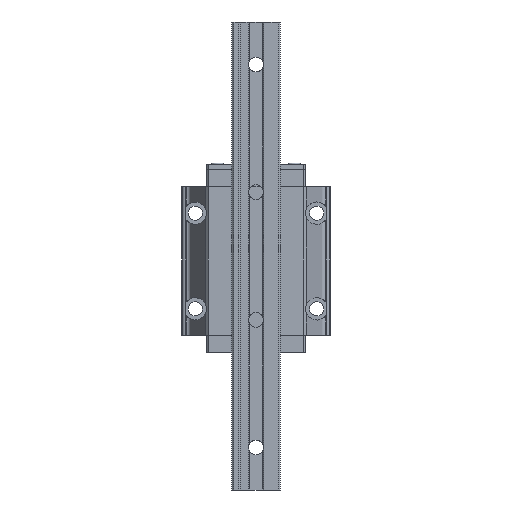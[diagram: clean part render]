
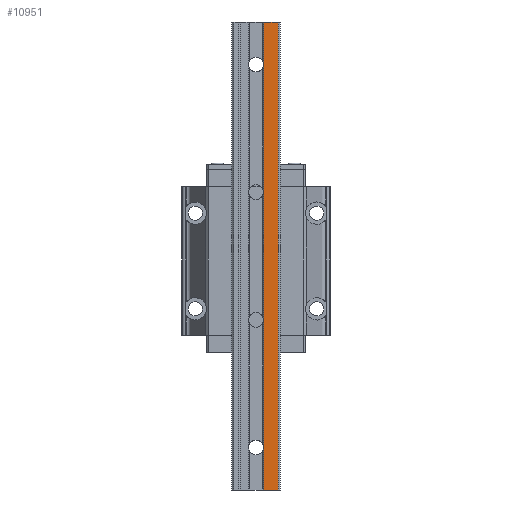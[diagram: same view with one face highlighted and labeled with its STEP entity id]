
A CAD part, front view. The second image highlights one B-rep face of the part: STEP entity #10951.
In plain terms, the highlighted planar face has unit normal (0, -1, 0).
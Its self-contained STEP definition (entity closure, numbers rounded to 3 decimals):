
#223 = ORIENTED_EDGE ( 'NONE', *, *, #7152, .F. ) ;
#719 = VERTEX_POINT ( 'NONE', #8765 ) ;
#840 = ORIENTED_EDGE ( 'NONE', *, *, #8166, .T. ) ;
#992 = CARTESIAN_POINT ( 'NONE',  ( 10.4, -20., -220. ) ) ;
#1723 = VECTOR ( 'NONE', #5291, 1000. ) ;
#1952 = DIRECTION ( 'NONE',  ( 0., 0., -1. ) ) ;
#2448 = AXIS2_PLACEMENT_3D ( 'NONE', #4404, #3172, #1952 ) ;
#2941 = LINE ( 'NONE', #11295, #4250 ) ;
#3172 = DIRECTION ( 'NONE',  ( 0., -1., 0. ) ) ;
#3197 = VECTOR ( 'NONE', #5567, 1000. ) ;
#4002 = FACE_OUTER_BOUND ( 'NONE', #10677, .T. ) ;
#4250 = VECTOR ( 'NONE', #10036, 1000. ) ;
#4404 = CARTESIAN_POINT ( 'NONE',  ( 3.7, -20., -220. ) ) ;
#4975 = DIRECTION ( 'NONE',  ( 1., 0., 0. ) ) ;
#5291 = DIRECTION ( 'NONE',  ( 0., 0., 1. ) ) ;
#5567 = DIRECTION ( 'NONE',  ( 1., 0., 0. ) ) ;
#5639 = PLANE ( 'NONE',  #2448 ) ;
#5930 = VERTEX_POINT ( 'NONE', #992 ) ;
#6195 = CARTESIAN_POINT ( 'NONE',  ( 3.7, -20., 0. ) ) ;
#6415 = CARTESIAN_POINT ( 'NONE',  ( 3.7, -20., 0. ) ) ;
#6518 = CARTESIAN_POINT ( 'NONE',  ( 10.4, -20., -220. ) ) ;
#6795 = CARTESIAN_POINT ( 'NONE',  ( 3.7, -20., -220. ) ) ;
#7152 = EDGE_CURVE ( 'NONE', #719, #9143, #2941, .T. ) ;
#7442 = LINE ( 'NONE', #6195, #10914 ) ;
#7759 = LINE ( 'NONE', #6518, #1723 ) ;
#8030 = LINE ( 'NONE', #6795, #3197 ) ;
#8166 = EDGE_CURVE ( 'NONE', #5930, #8215, #7759, .T. ) ;
#8215 = VERTEX_POINT ( 'NONE', #9353 ) ;
#8765 = CARTESIAN_POINT ( 'NONE',  ( 3.7, -20., -220. ) ) ;
#8807 = EDGE_CURVE ( 'NONE', #719, #5930, #8030, .T. ) ;
#9143 = VERTEX_POINT ( 'NONE', #6415 ) ;
#9231 = ORIENTED_EDGE ( 'NONE', *, *, #11269, .F. ) ;
#9353 = CARTESIAN_POINT ( 'NONE',  ( 10.4, -20., 0. ) ) ;
#10036 = DIRECTION ( 'NONE',  ( 0., 0., 1. ) ) ;
#10677 = EDGE_LOOP ( 'NONE', ( #9231, #223, #10717, #840 ) ) ;
#10717 = ORIENTED_EDGE ( 'NONE', *, *, #8807, .T. ) ;
#10914 = VECTOR ( 'NONE', #4975, 1000. ) ;
#10951 = ADVANCED_FACE ( 'NONE', ( #4002 ), #5639, .T. ) ;
#11269 = EDGE_CURVE ( 'NONE', #9143, #8215, #7442, .T. ) ;
#11295 = CARTESIAN_POINT ( 'NONE',  ( 3.7, -20., -220. ) ) ;
